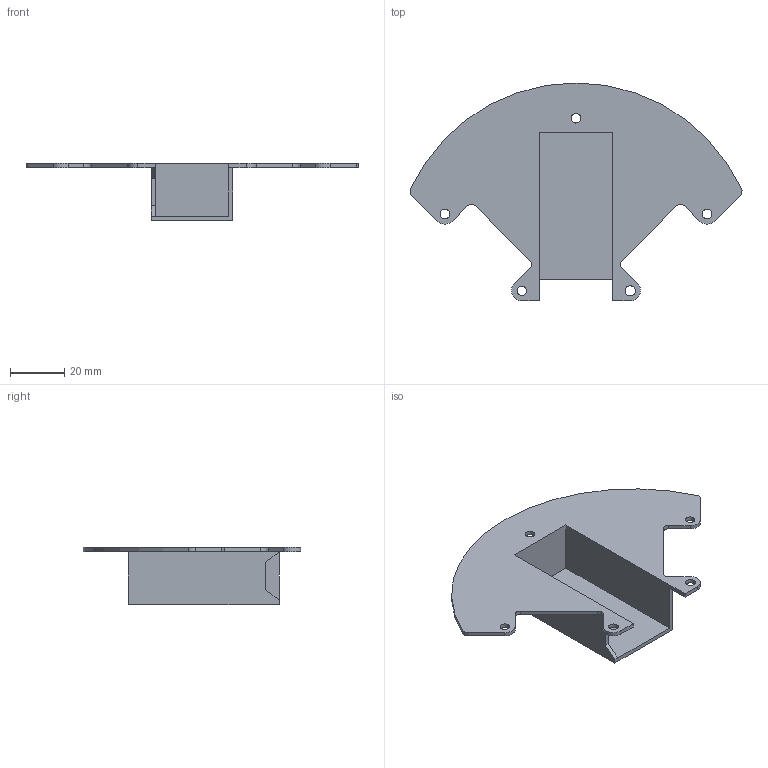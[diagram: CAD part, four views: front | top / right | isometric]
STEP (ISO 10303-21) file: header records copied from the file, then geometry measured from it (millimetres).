
FILE_DESCRIPTION(/* description */ (''),/* implementation_level */ '2;1');
FILE_NAME(/* name */ 'Top_Body.step',/* time_stamp */ '2025-07-15T14:55:42+09:00',/* author */ (''),/* organization */ (''),/* preprocessor_version */ 'ST-DEVELOPER v20.1',/* originating_system */ 'Autodesk Translation Framework v14.10.0.0',/* authorisation */ '');
FILE_SCHEMA (('AUTOMOTIVE_DESIGN { 1 0 10303 214 3 1 1 }'));
Length unit declared in the file: millimetre
Products named in the file (1): Top3
Bounding box: 122.21 x 80.24 x 21 mm (x, y, z)
Volume: 12509.1 mm3; surface area: 17385.8 mm2
Topology: 1 solids, 1 shells, 40 faces, 113 edges, 75 vertices
Faces by surface type: plane 24, cylinder 16
Full cylindrical faces by diameter (mm): 3.5 x4, 3.75 x1
Entity records: 1343 total; most frequent: CARTESIAN_POINT 229, DIRECTION 227, ORIENTED_EDGE 226, EDGE_CURVE 113, LINE 81, VECTOR 81, VERTEX_POINT 75, AXIS2_PLACEMENT_3D 73
